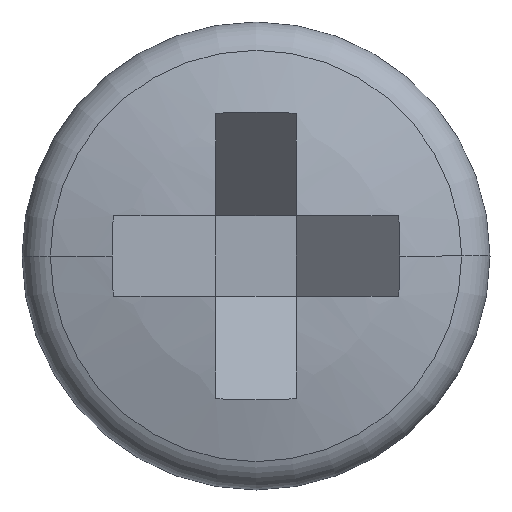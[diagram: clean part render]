
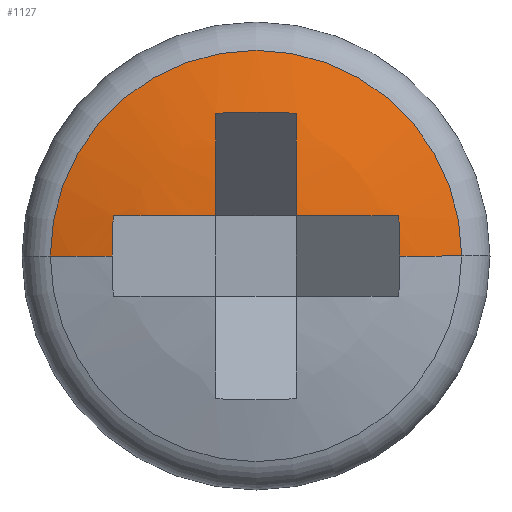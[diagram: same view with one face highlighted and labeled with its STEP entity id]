
A CAD part, front view. The second image highlights one B-rep face of the part: STEP entity #1127.
In plain terms, the highlighted spherical face has radius 10.508 mm.
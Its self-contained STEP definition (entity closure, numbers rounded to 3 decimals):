
#208=CARTESIAN_POINT('',(0.,7.808,0.6));
#209=DIRECTION('',(0.,0.,-1.));
#210=DIRECTION('',(-0.057,-0.998,0.));
#211=AXIS2_PLACEMENT_3D('',#208,#209,#210);
#213=CARTESIAN_POINT('',(4.048,3.831,0.));
#214=DIRECTION('',(-0.713,0.701,0.));
#215=DIRECTION('',(-0.701,-0.713,0.));
#216=AXIS2_PLACEMENT_3D('',#213,#214,#215);
#218=CARTESIAN_POINT('',(-4.048,3.831,0.));
#219=DIRECTION('',(0.713,0.701,0.));
#220=DIRECTION('',(0.699,-0.712,0.068));
#221=AXIS2_PLACEMENT_3D('',#218,#219,#220);
#223=CARTESIAN_POINT('',(0.,7.808,0.6));
#224=DIRECTION('',(0.,0.,-1.));
#225=DIRECTION('',(0.204,-0.979,0.));
#226=AXIS2_PLACEMENT_3D('',#223,#224,#225);
#228=CARTESIAN_POINT('',(0.6,7.808,0.));
#229=DIRECTION('',(1.,0.,0.));
#230=DIRECTION('',(0.,-0.979,0.204));
#231=AXIS2_PLACEMENT_3D('',#228,#229,#230);
#233=CARTESIAN_POINT('',(0.,3.831,-4.048));
#234=DIRECTION('',(0.,-0.701,-0.713));
#235=DIRECTION('',(0.068,-0.712,0.699));
#236=AXIS2_PLACEMENT_3D('',#233,#234,#235);
#238=CARTESIAN_POINT('',(-0.6,7.808,0.));
#239=DIRECTION('',(1.,0.,0.));
#240=DIRECTION('',(0.,-0.979,0.204));
#241=AXIS2_PLACEMENT_3D('',#238,#239,#240);
#321=CARTESIAN_POINT('',(0.,7.808,0.));
#322=DIRECTION('',(0.,0.,1.));
#323=DIRECTION('',(0.205,-0.979,0.));
#324=AXIS2_PLACEMENT_3D('',#321,#322,#323);
#326=CARTESIAN_POINT('',(0.,7.808,0.));
#327=DIRECTION('',(0.,0.,-1.));
#328=DIRECTION('',(-0.205,-0.979,0.));
#329=AXIS2_PLACEMENT_3D('',#326,#327,#328);
#372=CARTESIAN_POINT('',(0.,-2.24,0.));
#373=DIRECTION('',(0.,1.,0.));
#374=DIRECTION('',(-1.,0.,0.));
#375=AXIS2_PLACEMENT_3D('',#372,#373,#374);
#1004=CARTESIAN_POINT('',(-3.076,-2.24,
0.));
#1005=CARTESIAN_POINT('',(3.076,-2.24,
0.));
#1006=VERTEX_POINT('',#1004);
#1007=VERTEX_POINT('',#1005);
#1016=CARTESIAN_POINT('',(-0.6,-2.666,0.6));
#1017=CARTESIAN_POINT('',(-2.136,-2.463,0.6));
#1018=VERTEX_POINT('',#1016);
#1019=VERTEX_POINT('',#1017);
#1020=CARTESIAN_POINT('',(2.136,-2.463,0.6));
#1021=CARTESIAN_POINT('',(0.6,-2.666,0.6));
#1022=VERTEX_POINT('',#1020);
#1023=VERTEX_POINT('',#1021);
#1028=CARTESIAN_POINT('',(-0.6,-2.463,2.136));
#1029=VERTEX_POINT('',#1028);
#1030=CARTESIAN_POINT('',(0.6,-2.463,2.136));
#1031=VERTEX_POINT('',#1030);
#1068=CARTESIAN_POINT('',(2.15,-2.478,0.));
#1069=VERTEX_POINT('',#1068);
#1070=CARTESIAN_POINT('',(-2.15,-2.478,0.));
#1071=VERTEX_POINT('',#1070);
#1100=CARTESIAN_POINT('',(0.,7.808,0.));
#1101=DIRECTION('',(0.,-1.,0.));
#1102=DIRECTION('',(-1.,0.,0.));
#1103=AXIS2_PLACEMENT_3D('',#1100,#1101,#1102);
#1104=SPHERICAL_SURFACE('',#1103,10.508);
#1106=ORIENTED_EDGE('',*,*,#1105,.T.);
#1108=ORIENTED_EDGE('',*,*,#1107,.F.);
#1110=ORIENTED_EDGE('',*,*,#1109,.T.);
#1112=ORIENTED_EDGE('',*,*,#1111,.T.);
#1114=ORIENTED_EDGE('',*,*,#1113,.F.);
#1116=ORIENTED_EDGE('',*,*,#1115,.F.);
#1118=ORIENTED_EDGE('',*,*,#1117,.T.);
#1120=ORIENTED_EDGE('',*,*,#1119,.F.);
#1122=ORIENTED_EDGE('',*,*,#1121,.T.);
#1124=ORIENTED_EDGE('',*,*,#1123,.T.);
#1125=EDGE_LOOP('',(#1106,#1108,#1110,#1112,#1114,#1116,#1118,#1120,#1122,
#1124));
#1126=FACE_OUTER_BOUND('',#1125,.F.);
#212=CIRCLE('',#211,10.491);
#217=CIRCLE('',#216,8.844);
#222=CIRCLE('',#221,8.844);
#227=CIRCLE('',#226,10.491);
#232=CIRCLE('',#231,10.491);
#237=CIRCLE('',#236,8.844);
#242=CIRCLE('',#241,10.491);
#325=CIRCLE('',#324,10.508);
#330=CIRCLE('',#329,10.508);
#376=CIRCLE('',#375,3.076);
#1105=EDGE_CURVE('',#1018,#1019,#212,.T.);
#1107=EDGE_CURVE('',#1071,#1019,#217,.T.);
#1109=EDGE_CURVE('',#1071,#1006,#330,.T.);
#1111=EDGE_CURVE('',#1006,#1007,#376,.T.);
#1113=EDGE_CURVE('',#1069,#1007,#325,.T.);
#1115=EDGE_CURVE('',#1022,#1069,#222,.T.);
#1117=EDGE_CURVE('',#1022,#1023,#227,.T.);
#1119=EDGE_CURVE('',#1031,#1023,#232,.T.);
#1121=EDGE_CURVE('',#1031,#1029,#237,.T.);
#1123=EDGE_CURVE('',#1029,#1018,#242,.T.);
#1127=ADVANCED_FACE('',(#1126),#1104,.T.);
